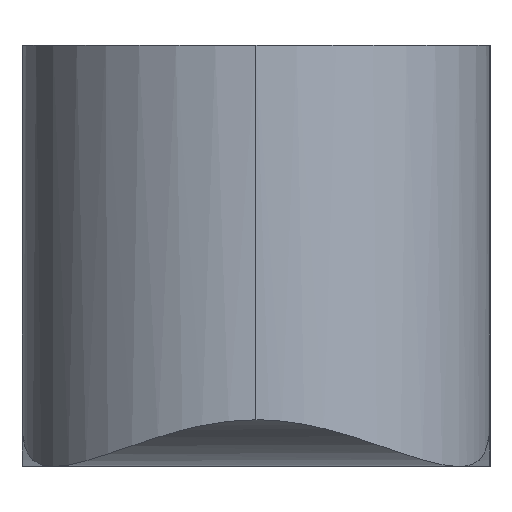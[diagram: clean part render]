
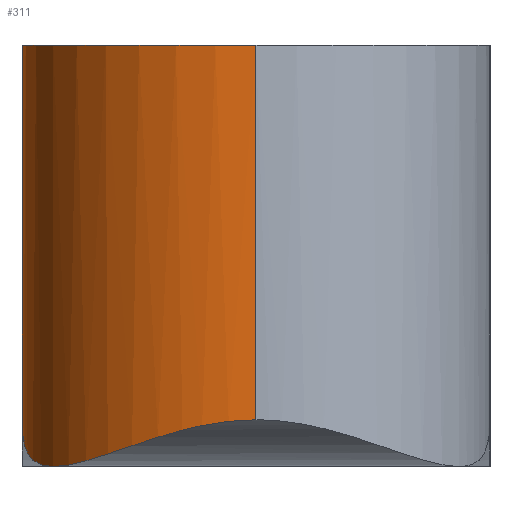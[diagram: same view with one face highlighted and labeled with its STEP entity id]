
A CAD part, left-side view. The second image highlights one B-rep face of the part: STEP entity #311.
In plain terms, the highlighted cylindrical face has radius 10 mm (diameter 20 mm), a partial arc.
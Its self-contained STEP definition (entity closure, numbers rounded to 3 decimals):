
#6 = CARTESIAN_POINT ( 'NONE',  ( -101.15, 9.934, -2.893 ) ) ;
#20 = CARTESIAN_POINT ( 'NONE',  ( -110., 0., -2. ) ) ;
#26 = CARTESIAN_POINT ( 'NONE',  ( -100., 0., 3.25 ) ) ;
#27 = CARTESIAN_POINT ( 'NONE',  ( -109.535, 3.045, -2.408 ) ) ;
#38 = B_SPLINE_CURVE_WITH_KNOTS ( 'NONE', 3,
 ( #554, #451, #234, #459, #506, #291, #55, #286, #128, #551 ),
 .UNSPECIFIED., .F., .F.,
 ( 4, 2, 2, 2, 4 ),
 ( 0.011, 0.012, 0.013, 0.014, 0.015 ),
 .UNSPECIFIED. ) ;
#55 = CARTESIAN_POINT ( 'NONE',  ( -102.413, 9.71, -3.532 ) ) ;
#57 = CARTESIAN_POINT ( 'NONE',  ( -100., 10., 14. ) ) ;
#65 = ORIENTED_EDGE ( 'NONE', *, *, #224, .F. ) ;
#67 = EDGE_CURVE ( 'NONE', #272, #578, #38, .T. ) ;
#72 = VECTOR ( 'NONE', #653, 1000. ) ;
#106 = LINE ( 'NONE', #166, #168 ) ;
#107 = ORIENTED_EDGE ( 'NONE', *, *, #67, .F. ) ;
#128 = CARTESIAN_POINT ( 'NONE',  ( -101.454, 9.898, -3.084 ) ) ;
#148 = CARTESIAN_POINT ( 'NONE',  ( -107.684, 6.415, -3.491 ) ) ;
#153 = CARTESIAN_POINT ( 'NONE',  ( -100., 10., -2.273 ) ) ;
#166 = CARTESIAN_POINT ( 'NONE',  ( -100., 10., 14. ) ) ;
#168 = VECTOR ( 'NONE', #392, 1000. ) ;
#181 = EDGE_CURVE ( 'NONE', #562, #504, #319, .T. ) ;
#197 = CARTESIAN_POINT ( 'NONE',  ( -110., 0., -2. ) ) ;
#202 = ORIENTED_EDGE ( 'NONE', *, *, #181, .F. ) ;
#207 = CARTESIAN_POINT ( 'NONE',  ( -110., 0., -2. ) ) ;
#224 = EDGE_CURVE ( 'NONE', #569, #562, #106, .T. ) ;
#234 = CARTESIAN_POINT ( 'NONE',  ( -104.375, 8.999, -3.98 ) ) ;
#256 = AXIS2_PLACEMENT_3D ( 'NONE', #26, #260, #477 ) ;
#260 = DIRECTION ( 'NONE',  ( 0., 0., -1. ) ) ;
#272 = VERTEX_POINT ( 'NONE', #595 ) ;
#279 = EDGE_CURVE ( 'NONE', #578, #569, #340, .T. ) ;
#286 = CARTESIAN_POINT ( 'NONE',  ( -101.772, 9.847, -3.251 ) ) ;
#291 = CARTESIAN_POINT ( 'NONE',  ( -102.738, 9.624, -3.646 ) ) ;
#292 = CARTESIAN_POINT ( 'NONE',  ( -100., 10., -2.273 ) ) ;
#308 = CARTESIAN_POINT ( 'NONE',  ( -105.387, 8.437, -4. ) ) ;
#310 = CYLINDRICAL_SURFACE ( 'NONE', #256, 10. ) ;
#311 = ADVANCED_FACE ( 'NONE', ( #632 ), #310, .T. ) ;
#319 = CIRCLE ( 'NONE', #418, 10. ) ;
#323 = EDGE_CURVE ( 'NONE', #664, #504, #687, .T. ) ;
#340 = B_SPLINE_CURVE_WITH_KNOTS ( 'NONE', 3,
 ( #536, #541, #592, #153 ),
 .UNSPECIFIED., .F., .F.,
 ( 4, 4 ),
 ( 0., 0.001 ),
 .UNSPECIFIED. ) ;
#346 = ORIENTED_EDGE ( 'NONE', *, *, #585, .F. ) ;
#361 = CARTESIAN_POINT ( 'NONE',  ( -110., 0.903, -2. ) ) ;
#368 = CARTESIAN_POINT ( 'NONE',  ( -107.401, 6.739, -3.598 ) ) ;
#377 = CARTESIAN_POINT ( 'NONE',  ( -106.792, 7.353, -3.782 ) ) ;
#392 = DIRECTION ( 'NONE',  ( 0., 0., 1. ) ) ;
#418 = AXIS2_PLACEMENT_3D ( 'NONE', #502, #704, #438 ) ;
#420 = ORIENTED_EDGE ( 'NONE', *, *, #279, .F. ) ;
#433 = CARTESIAN_POINT ( 'NONE',  ( -106.465, 7.642, -3.859 ) ) ;
#436 = CARTESIAN_POINT ( 'NONE',  ( -105., 8.66, -4. ) ) ;
#438 = DIRECTION ( 'NONE',  ( -1., 0., 0. ) ) ;
#451 = CARTESIAN_POINT ( 'NONE',  ( -104.692, 8.838, -4. ) ) ;
#459 = CARTESIAN_POINT ( 'NONE',  ( -103.725, 9.287, -3.895 ) ) ;
#477 = DIRECTION ( 'NONE',  ( -1., 0., 0. ) ) ;
#502 = CARTESIAN_POINT ( 'NONE',  ( -100., 0., 14. ) ) ;
#504 = VERTEX_POINT ( 'NONE', #644 ) ;
#506 = CARTESIAN_POINT ( 'NONE',  ( -103.392, 9.413, -3.828 ) ) ;
#534 = CARTESIAN_POINT ( 'NONE',  ( -109.88, 1.775, -2.12 ) ) ;
#536 = CARTESIAN_POINT ( 'NONE',  ( -101.15, 9.934, -2.893 ) ) ;
#541 = CARTESIAN_POINT ( 'NONE',  ( -100.781, 9.976, -2.662 ) ) ;
#548 = ORIENTED_EDGE ( 'NONE', *, *, #323, .T. ) ;
#551 = CARTESIAN_POINT ( 'NONE',  ( -101.15, 9.934, -2.893 ) ) ;
#554 = CARTESIAN_POINT ( 'NONE',  ( -105., 8.66, -4. ) ) ;
#562 = VERTEX_POINT ( 'NONE', #57 ) ;
#569 = VERTEX_POINT ( 'NONE', #292 ) ;
#573 = CARTESIAN_POINT ( 'NONE',  ( -108.448, 5.368, -3.132 ) ) ;
#577 = CARTESIAN_POINT ( 'NONE',  ( -109.394, 3.456, -2.521 ) ) ;
#578 = VERTEX_POINT ( 'NONE', #6 ) ;
#583 = CARTESIAN_POINT ( 'NONE',  ( -109.064, 4.246, -2.757 ) ) ;
#585 = EDGE_CURVE ( 'NONE', #664, #272, #673, .T. ) ;
#592 = CARTESIAN_POINT ( 'NONE',  ( -100.398, 10., -2.455 ) ) ;
#595 = CARTESIAN_POINT ( 'NONE',  ( -105., 8.66, -4. ) ) ;
#624 = EDGE_LOOP ( 'NONE', ( #346, #548, #202, #65, #420, #107 ) ) ;
#632 = FACE_OUTER_BOUND ( 'NONE', #624, .T. ) ;
#635 = CARTESIAN_POINT ( 'NONE',  ( -108.208, 5.729, -3.258 ) ) ;
#644 = CARTESIAN_POINT ( 'NONE',  ( -110., 0., 14. ) ) ;
#653 = DIRECTION ( 'NONE',  ( 0., 0., 1. ) ) ;
#664 = VERTEX_POINT ( 'NONE', #20 ) ;
#673 = B_SPLINE_CURVE_WITH_KNOTS ( 'NONE', 3,
 ( #207, #361, #534, #27, #577, #583, #686, #573, #635, #148, #368, #377, #433, #693, #308, #436 ),
 .UNSPECIFIED., .F., .F.,
 ( 4, 2, 2, 2, 2, 2, 2, 4 ),
 ( 0., 0.003, 0.004, 0.005, 0.007, 0.008, 0.009, 0.011 ),
 .UNSPECIFIED. ) ;
#686 = CARTESIAN_POINT ( 'NONE',  ( -108.875, 4.628, -2.883 ) ) ;
#687 = LINE ( 'NONE', #197, #72 ) ;
#693 = CARTESIAN_POINT ( 'NONE',  ( -105.764, 8.184, -3.968 ) ) ;
#704 = DIRECTION ( 'NONE',  ( 0., 0., 1. ) ) ;
